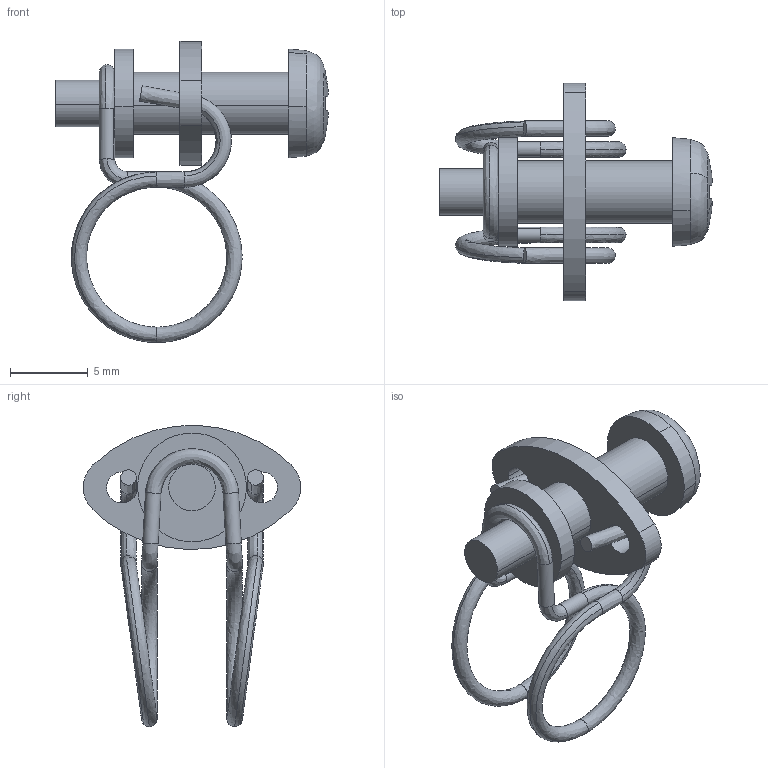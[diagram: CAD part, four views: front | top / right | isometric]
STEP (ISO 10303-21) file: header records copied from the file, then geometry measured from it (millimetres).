
FILE_DESCRIPTION((''),'2;1');
FILE_NAME('','2005-12-14T15:34:12',(''),(''),'','CADfix','');
FILE_SCHEMA(('AUTOMOTIVE_DESIGN'));
Length unit declared in the file: millimetre
Products named in the file (4): screw; holder; band; TM_145SUS_9_23006_36
Assembly tree (3 placements, depth 2):
  TM_145SUS_9_23006_36
    screw
    holder
    band
Bounding box: 17.55 x 14 x 19.39 mm (x, y, z)
Volume: 450.8 mm3; surface area: 924.9 mm2
Topology: 3 solids, 3 shells, 85 faces, 281 edges, 205 vertices
Faces by surface type: bspline 85
Entity records: 11907 total; most frequent: CARTESIAN_POINT 10303, ORIENTED_EDGE 562, EDGE_CURVE 281, VERTEX_POINT 205, EDGE_LOOP 94, QUASI_UNIFORM_CURVE 85, FACE_OUTER_BOUND 85, ADVANCED_FACE 85
